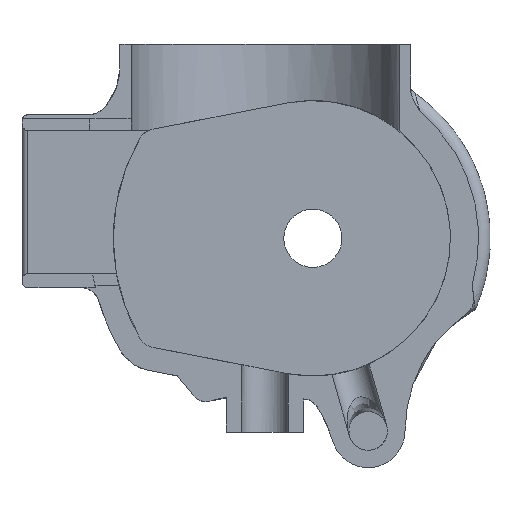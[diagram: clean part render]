
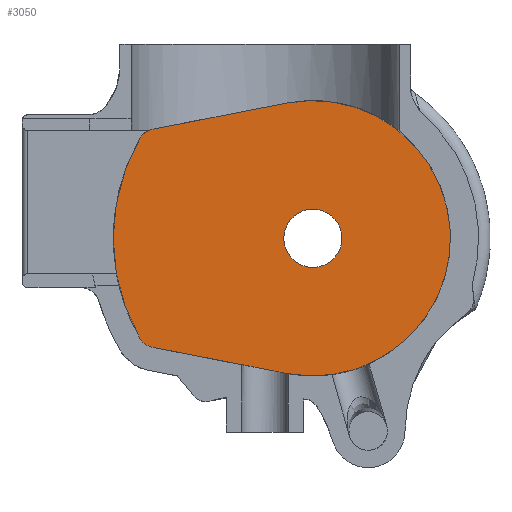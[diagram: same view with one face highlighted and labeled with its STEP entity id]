
A CAD part, left-side view. The second image highlights one B-rep face of the part: STEP entity #3050.
In plain terms, the highlighted planar face has unit normal (-1, 0, 0).
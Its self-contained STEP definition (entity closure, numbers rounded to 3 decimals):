
#31=FACE_BOUND('',#984,.T.);
#91=PLANE('',#3328);
#127=CIRCLE('',#3116,14.2);
#246=CIRCLE('',#3329,2.);
#247=CIRCLE('',#3330,20.6);
#248=CIRCLE('',#3331,2.);
#249=CIRCLE('',#3332,3.);
#393=LINE('',#7908,#557);
#394=LINE('',#7915,#558);
#557=VECTOR('',#3964,10.);
#558=VECTOR('',#3971,10.);
#801=FACE_OUTER_BOUND('',#983,.T.);
#983=EDGE_LOOP('',(#2603,#2604,#2605,#2606,#2607,#2608));
#984=EDGE_LOOP('',(#2609));
#1172=VERTEX_POINT('',#4322);
#1173=VERTEX_POINT('',#4324);
#1414=VERTEX_POINT('',#7907);
#1415=VERTEX_POINT('',#7909);
#1416=VERTEX_POINT('',#7911);
#1417=VERTEX_POINT('',#7913);
#1418=VERTEX_POINT('',#7916);
#1466=EDGE_CURVE('',#1173,#1172,#127,.T.);
#1840=EDGE_CURVE('',#1172,#1414,#393,.T.);
#1841=EDGE_CURVE('',#1414,#1415,#246,.T.);
#1842=EDGE_CURVE('',#1415,#1416,#247,.T.);
#1843=EDGE_CURVE('',#1416,#1417,#248,.T.);
#1844=EDGE_CURVE('',#1417,#1173,#394,.T.);
#1845=EDGE_CURVE('',#1418,#1418,#249,.T.);
#2603=ORIENTED_EDGE('',*,*,#1840,.T.);
#2604=ORIENTED_EDGE('',*,*,#1841,.T.);
#2605=ORIENTED_EDGE('',*,*,#1842,.T.);
#2606=ORIENTED_EDGE('',*,*,#1843,.T.);
#2607=ORIENTED_EDGE('',*,*,#1844,.T.);
#2608=ORIENTED_EDGE('',*,*,#1466,.T.);
#2609=ORIENTED_EDGE('',*,*,#1845,.T.);
#3050=ADVANCED_FACE('',(#801,#31),#91,.F.);
#3116=AXIS2_PLACEMENT_3D('',#4325,#3428,#3429);
#3328=AXIS2_PLACEMENT_3D('',#7906,#3962,#3963);
#3329=AXIS2_PLACEMENT_3D('',#7910,#3965,#3966);
#3330=AXIS2_PLACEMENT_3D('',#7912,#3967,#3968);
#3331=AXIS2_PLACEMENT_3D('',#7914,#3969,#3970);
#3332=AXIS2_PLACEMENT_3D('',#7917,#3972,#3973);
#3428=DIRECTION('center_axis',(-1.,0.,0.));
#3429=DIRECTION('ref_axis',(0.,0.191,0.982));
#3962=DIRECTION('center_axis',(1.,0.,0.));
#3963=DIRECTION('ref_axis',(0.,0.,-1.));
#3964=DIRECTION('',(0.,0.982,-0.191));
#3965=DIRECTION('center_axis',(-1.,0.,0.));
#3966=DIRECTION('ref_axis',(0.,0.866,0.5));
#3967=DIRECTION('center_axis',(-1.,0.,0.));
#3968=DIRECTION('ref_axis',(0.,0.866,-0.5));
#3969=DIRECTION('center_axis',(-1.,0.,0.));
#3970=DIRECTION('ref_axis',(0.,0.191,-0.982));
#3971=DIRECTION('',(0.,-0.982,-0.191));
#3972=DIRECTION('center_axis',(1.,0.,0.));
#3973=DIRECTION('ref_axis',(0.,0.,1.));
#4322=CARTESIAN_POINT('',(14.,2.707,13.94));
#4324=CARTESIAN_POINT('',(14.,2.707,-13.94));
#4325=CARTESIAN_POINT('Origin',(14.,0.,0.));
#7906=CARTESIAN_POINT('Origin',(14.,3.2,0.));
#7907=CARTESIAN_POINT('',(14.,16.489,11.263));
#7908=CARTESIAN_POINT('',(14.,4.919,13.51));
#7909=CARTESIAN_POINT('',(14.,17.84,10.3));
#7910=CARTESIAN_POINT('Origin',(14.,16.108,9.3));
#7911=CARTESIAN_POINT('',(14.,17.84,-10.3));
#7912=CARTESIAN_POINT('Origin',(14.,0.,0.));
#7913=CARTESIAN_POINT('',(14.,16.489,-11.263));
#7914=CARTESIAN_POINT('Origin',(14.,16.108,-9.3));
#7915=CARTESIAN_POINT('',(14.,2.707,-13.94));
#7916=CARTESIAN_POINT('',(14.,0.,-3.));
#7917=CARTESIAN_POINT('Origin',(14.,0.,0.));
